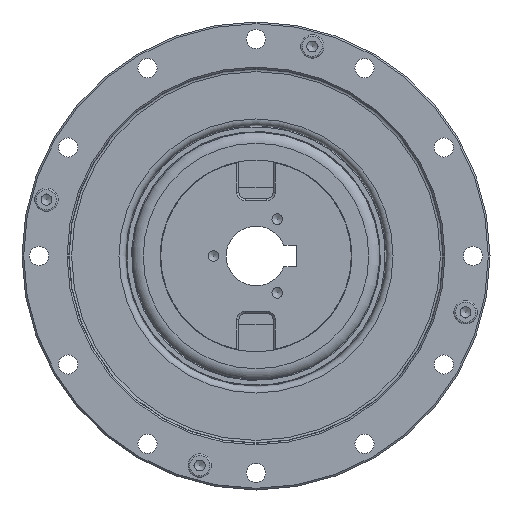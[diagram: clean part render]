
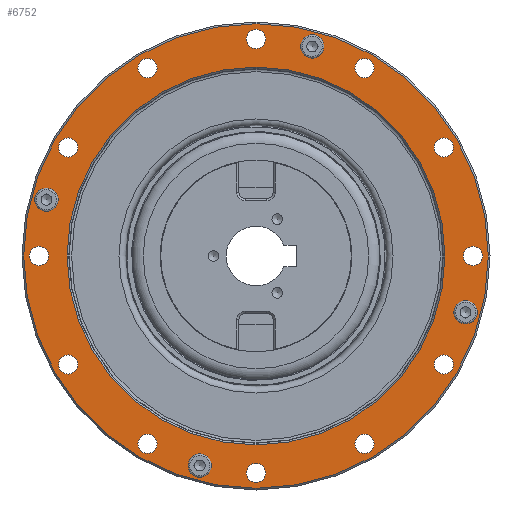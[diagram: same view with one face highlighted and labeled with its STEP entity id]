
A CAD part, left-side view. The second image highlights one B-rep face of the part: STEP entity #6752.
In plain terms, the highlighted planar face has unit normal (-1, 0, 0).
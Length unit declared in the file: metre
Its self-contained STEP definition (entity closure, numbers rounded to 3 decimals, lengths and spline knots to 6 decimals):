
#1645=ORIENTED_EDGE('',*,*,#3106,.T.);
#1646=ORIENTED_EDGE('',*,*,#3107,.F.);
#1647=ORIENTED_EDGE('',*,*,#3108,.T.);
#1648=ORIENTED_EDGE('',*,*,#3109,.T.);
#1649=ORIENTED_EDGE('',*,*,#3110,.T.);
#1650=ORIENTED_EDGE('',*,*,#3111,.T.);
#1651=ORIENTED_EDGE('',*,*,#3112,.T.);
#1652=ORIENTED_EDGE('',*,*,#3113,.T.);
#1653=ORIENTED_EDGE('',*,*,#3114,.T.);
#1654=ORIENTED_EDGE('',*,*,#3115,.T.);
#1655=ORIENTED_EDGE('',*,*,#3116,.T.);
#1656=ORIENTED_EDGE('',*,*,#3117,.T.);
#1657=ORIENTED_EDGE('',*,*,#3118,.T.);
#1658=ORIENTED_EDGE('',*,*,#3119,.T.);
#1659=ORIENTED_EDGE('',*,*,#3120,.T.);
#1660=ORIENTED_EDGE('',*,*,#3121,.T.);
#1661=ORIENTED_EDGE('',*,*,#3122,.T.);
#1662=ORIENTED_EDGE('',*,*,#3123,.T.);
#3106=EDGE_CURVE('',#3874,#3874,#4508,.T.);
#3107=EDGE_CURVE('',#3875,#3875,#4509,.T.);
#3108=EDGE_CURVE('',#3876,#3876,#4510,.T.);
#3109=EDGE_CURVE('',#3877,#3877,#4511,.T.);
#3110=EDGE_CURVE('',#3878,#3878,#4512,.T.);
#3111=EDGE_CURVE('',#3879,#3879,#4513,.T.);
#3112=EDGE_CURVE('',#3880,#3880,#4514,.T.);
#3113=EDGE_CURVE('',#3881,#3881,#4515,.T.);
#3114=EDGE_CURVE('',#3882,#3882,#4516,.T.);
#3115=EDGE_CURVE('',#3883,#3883,#4517,.T.);
#3116=EDGE_CURVE('',#3884,#3884,#4518,.T.);
#3117=EDGE_CURVE('',#3885,#3885,#4519,.T.);
#3118=EDGE_CURVE('',#3886,#3886,#4520,.T.);
#3119=EDGE_CURVE('',#3887,#3887,#4521,.T.);
#3120=EDGE_CURVE('',#3888,#3888,#4522,.T.);
#3121=EDGE_CURVE('',#3889,#3889,#4523,.T.);
#3122=EDGE_CURVE('',#3890,#3890,#4524,.T.);
#3123=EDGE_CURVE('',#3891,#3891,#4525,.T.);
#3874=VERTEX_POINT('',#11031);
#3875=VERTEX_POINT('',#11033);
#3876=VERTEX_POINT('',#11035);
#3877=VERTEX_POINT('',#11037);
#3878=VERTEX_POINT('',#11039);
#3879=VERTEX_POINT('',#11041);
#3880=VERTEX_POINT('',#11043);
#3881=VERTEX_POINT('',#11045);
#3882=VERTEX_POINT('',#11047);
#3883=VERTEX_POINT('',#11049);
#3884=VERTEX_POINT('',#11051);
#3885=VERTEX_POINT('',#11053);
#3886=VERTEX_POINT('',#11055);
#3887=VERTEX_POINT('',#11057);
#3888=VERTEX_POINT('',#11059);
#3889=VERTEX_POINT('',#11061);
#3890=VERTEX_POINT('',#11063);
#3891=VERTEX_POINT('',#11065);
#4508=CIRCLE('',#7625,0.0546);
#4509=CIRCLE('',#7626,0.0444);
#4510=CIRCLE('',#7627,0.00225);
#4511=CIRCLE('',#7628,0.00225);
#4512=CIRCLE('',#7629,0.00225);
#4513=CIRCLE('',#7630,0.00225);
#4514=CIRCLE('',#7631,0.00225);
#4515=CIRCLE('',#7632,0.00225);
#4516=CIRCLE('',#7633,0.00225);
#4517=CIRCLE('',#7634,0.00225);
#4518=CIRCLE('',#7635,0.00225);
#4519=CIRCLE('',#7636,0.00225);
#4520=CIRCLE('',#7637,0.00225);
#4521=CIRCLE('',#7638,0.00225);
#4522=CIRCLE('',#7639,0.00175);
#4523=CIRCLE('',#7640,0.00175);
#4524=CIRCLE('',#7641,0.00175);
#4525=CIRCLE('',#7642,0.00175);
#5007=EDGE_LOOP('',(#1645));
#5008=EDGE_LOOP('',(#1646));
#5009=EDGE_LOOP('',(#1647));
#5010=EDGE_LOOP('',(#1648));
#5011=EDGE_LOOP('',(#1649));
#5012=EDGE_LOOP('',(#1650));
#5013=EDGE_LOOP('',(#1651));
#5014=EDGE_LOOP('',(#1652));
#5015=EDGE_LOOP('',(#1653));
#5016=EDGE_LOOP('',(#1654));
#5017=EDGE_LOOP('',(#1655));
#5018=EDGE_LOOP('',(#1656));
#5019=EDGE_LOOP('',(#1657));
#5020=EDGE_LOOP('',(#1658));
#5021=EDGE_LOOP('',(#1659));
#5022=EDGE_LOOP('',(#1660));
#5023=EDGE_LOOP('',(#1661));
#5024=EDGE_LOOP('',(#1662));
#5824=FACE_BOUND('',#5007,.T.);
#5825=FACE_BOUND('',#5008,.T.);
#5826=FACE_BOUND('',#5009,.T.);
#5827=FACE_BOUND('',#5010,.T.);
#5828=FACE_BOUND('',#5011,.T.);
#5829=FACE_BOUND('',#5012,.T.);
#5830=FACE_BOUND('',#5013,.T.);
#5831=FACE_BOUND('',#5014,.T.);
#5832=FACE_BOUND('',#5015,.T.);
#5833=FACE_BOUND('',#5016,.T.);
#5834=FACE_BOUND('',#5017,.T.);
#5835=FACE_BOUND('',#5018,.T.);
#5836=FACE_BOUND('',#5019,.T.);
#5837=FACE_BOUND('',#5020,.T.);
#5838=FACE_BOUND('',#5021,.T.);
#5839=FACE_BOUND('',#5022,.T.);
#5840=FACE_BOUND('',#5023,.T.);
#5841=FACE_BOUND('',#5024,.T.);
#6528=PLANE('',#7624);
#6752=ADVANCED_FACE('',(#5824,#5825,#5826,#5827,#5828,#5829,#5830,#5831,
#5832,#5833,#5834,#5835,#5836,#5837,#5838,#5839,#5840,#5841),#6528,.F.);
#7624=AXIS2_PLACEMENT_3D('',#11029,#8796,#8797);
#7625=AXIS2_PLACEMENT_3D('',#11030,#8798,#8799);
#7626=AXIS2_PLACEMENT_3D('',#11032,#8800,#8801);
#7627=AXIS2_PLACEMENT_3D('',#11034,#8802,#8803);
#7628=AXIS2_PLACEMENT_3D('',#11036,#8804,#8805);
#7629=AXIS2_PLACEMENT_3D('',#11038,#8806,#8807);
#7630=AXIS2_PLACEMENT_3D('',#11040,#8808,#8809);
#7631=AXIS2_PLACEMENT_3D('',#11042,#8810,#8811);
#7632=AXIS2_PLACEMENT_3D('',#11044,#8812,#8813);
#7633=AXIS2_PLACEMENT_3D('',#11046,#8814,#8815);
#7634=AXIS2_PLACEMENT_3D('',#11048,#8816,#8817);
#7635=AXIS2_PLACEMENT_3D('',#11050,#8818,#8819);
#7636=AXIS2_PLACEMENT_3D('',#11052,#8820,#8821);
#7637=AXIS2_PLACEMENT_3D('',#11054,#8822,#8823);
#7638=AXIS2_PLACEMENT_3D('',#11056,#8824,#8825);
#7639=AXIS2_PLACEMENT_3D('',#11058,#8826,#8827);
#7640=AXIS2_PLACEMENT_3D('',#11060,#8828,#8829);
#7641=AXIS2_PLACEMENT_3D('',#11062,#8830,#8831);
#7642=AXIS2_PLACEMENT_3D('',#11064,#8832,#8833);
#8796=DIRECTION('',(1.,0.,0.));
#8797=DIRECTION('',(0.,0.,-1.));
#8798=DIRECTION('',(-1.,0.,0.));
#8799=DIRECTION('',(0.,0.,1.));
#8800=DIRECTION('',(-1.,0.,0.));
#8801=DIRECTION('',(0.,0.,1.));
#8802=DIRECTION('',(1.,0.,0.));
#8803=DIRECTION('',(0.,0.,-1.));
#8804=DIRECTION('',(1.,0.,0.));
#8805=DIRECTION('',(0.,0.,-1.));
#8806=DIRECTION('',(1.,0.,0.));
#8807=DIRECTION('',(0.,0.,-1.));
#8808=DIRECTION('',(1.,0.,0.));
#8809=DIRECTION('',(0.,0.,-1.));
#8810=DIRECTION('',(1.,0.,0.));
#8811=DIRECTION('',(0.,0.,-1.));
#8812=DIRECTION('',(1.,0.,0.));
#8813=DIRECTION('',(0.,0.,-1.));
#8814=DIRECTION('',(1.,0.,0.));
#8815=DIRECTION('',(0.,0.,-1.));
#8816=DIRECTION('',(1.,0.,0.));
#8817=DIRECTION('',(0.,0.,-1.));
#8818=DIRECTION('',(1.,0.,0.));
#8819=DIRECTION('',(0.,0.,-1.));
#8820=DIRECTION('',(1.,0.,0.));
#8821=DIRECTION('',(0.,0.,-1.));
#8822=DIRECTION('',(1.,0.,0.));
#8823=DIRECTION('',(0.,0.,-1.));
#8824=DIRECTION('',(1.,0.,0.));
#8825=DIRECTION('',(0.,0.,-1.));
#8826=DIRECTION('',(1.,0.,0.));
#8827=DIRECTION('',(0.,0.,-1.));
#8828=DIRECTION('',(1.,0.,0.));
#8829=DIRECTION('',(0.,0.,-1.));
#8830=DIRECTION('',(1.,0.,0.));
#8831=DIRECTION('',(0.,0.,-1.));
#8832=DIRECTION('',(1.,0.,0.));
#8833=DIRECTION('',(0.,0.,-1.));
#11029=CARTESIAN_POINT('',(0.,0.0546,0.));
#11030=CARTESIAN_POINT('',(0.,0.,0.));
#11031=CARTESIAN_POINT('',(0.,0.,0.0546));
#11032=CARTESIAN_POINT('',(0.,0.,0.));
#11033=CARTESIAN_POINT('',(0.,0.,0.0444));
#11034=CARTESIAN_POINT('',(0.,0.,-0.051));
#11035=CARTESIAN_POINT('',(0.,0.,-0.05325));
#11036=CARTESIAN_POINT('',(0.,-0.0255,-0.044167));
#11037=CARTESIAN_POINT('',(0.,-0.0255,-0.046417));
#11038=CARTESIAN_POINT('',(0.,-0.044167,-0.0255));
#11039=CARTESIAN_POINT('',(0.,-0.044167,-0.02775));
#11040=CARTESIAN_POINT('',(0.,-0.051,0.));
#11041=CARTESIAN_POINT('',(0.,-0.051,-0.00225));
#11042=CARTESIAN_POINT('',(0.,-0.044167,0.0255));
#11043=CARTESIAN_POINT('',(0.,-0.044167,0.02325));
#11044=CARTESIAN_POINT('',(0.,-0.0255,0.044167));
#11045=CARTESIAN_POINT('',(0.,-0.0255,0.041917));
#11046=CARTESIAN_POINT('',(0.,0.,0.051));
#11047=CARTESIAN_POINT('',(0.,0.,0.04875));
#11048=CARTESIAN_POINT('',(0.,0.0255,0.044167));
#11049=CARTESIAN_POINT('',(0.,0.0255,0.041917));
#11050=CARTESIAN_POINT('',(0.,0.044167,0.0255));
#11051=CARTESIAN_POINT('',(0.,0.044167,0.02325));
#11052=CARTESIAN_POINT('',(0.,0.051,0.));
#11053=CARTESIAN_POINT('',(0.,0.051,-0.00225));
#11054=CARTESIAN_POINT('',(0.,0.044167,-0.0255));
#11055=CARTESIAN_POINT('',(0.,0.044167,-0.02775));
#11056=CARTESIAN_POINT('',(0.,0.0255,-0.044167));
#11057=CARTESIAN_POINT('',(0.,0.0255,-0.046417));
#11058=CARTESIAN_POINT('',(0.,0.036062,-0.036062));
#11059=CARTESIAN_POINT('',(0.,0.036062,-0.037812));
#11060=CARTESIAN_POINT('',(0.,0.036062,0.036062));
#11061=CARTESIAN_POINT('',(0.,0.036062,0.034312));
#11062=CARTESIAN_POINT('',(0.,-0.036062,0.036062));
#11063=CARTESIAN_POINT('',(0.,-0.036062,0.034312));
#11064=CARTESIAN_POINT('',(0.,-0.036062,-0.036062));
#11065=CARTESIAN_POINT('',(0.,-0.036062,-0.037812));
